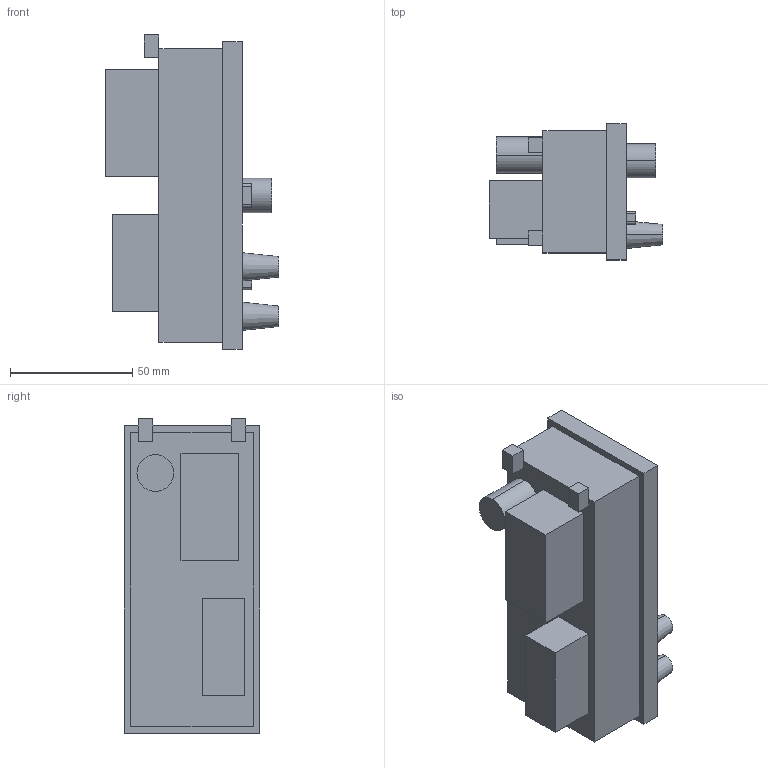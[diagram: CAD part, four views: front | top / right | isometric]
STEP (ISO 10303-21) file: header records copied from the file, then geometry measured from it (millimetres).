
FILE_DESCRIPTION (( 'STEP AP203' ), '1' );
FILE_NAME ('XY6014.STEP', '2024-11-05T17:46:05', ( '' ), ( '' ), 'SwSTEP 2.0', 'SolidWorks 2024', '' );
FILE_SCHEMA (( 'CONFIG_CONTROL_DESIGN' ));
Length unit declared in the file: millimetre
Products named in the file (1): XY6014
Bounding box: 71 x 55.5 x 128.35 mm (x, y, z)
Volume: 255184.9 mm3; surface area: 34069.2 mm2
Topology: 1 solids, 1 shells, 95 faces, 236 edges, 156 vertices
Faces by surface type: plane 67, cylinder 24, cone 4
Entity records: 2891 total; most frequent: CARTESIAN_POINT 488, DIRECTION 484, ORIENTED_EDGE 472, EDGE_CURVE 236, LINE 180, VECTOR 180, VERTEX_POINT 156, AXIS2_PLACEMENT_3D 152
